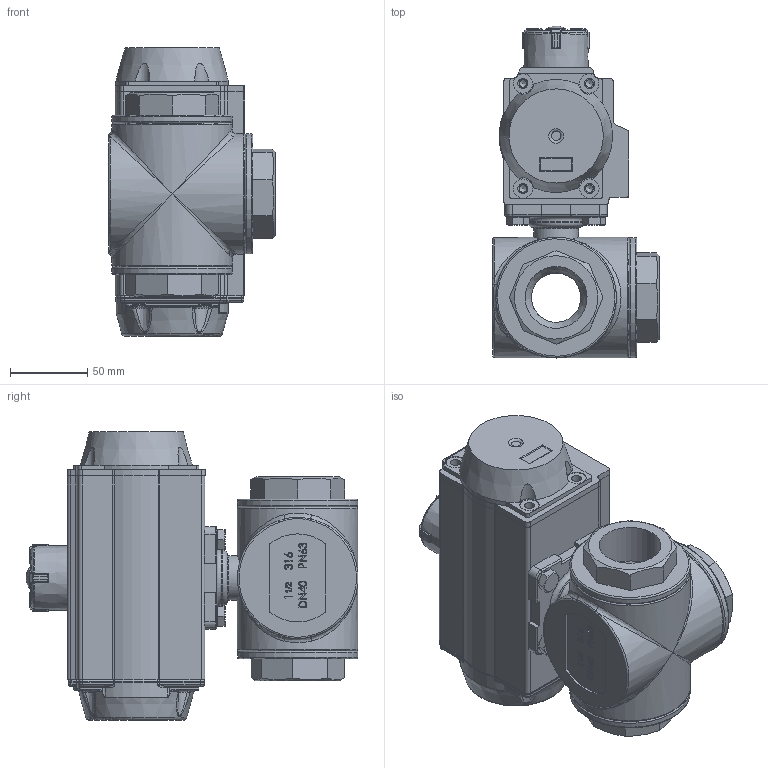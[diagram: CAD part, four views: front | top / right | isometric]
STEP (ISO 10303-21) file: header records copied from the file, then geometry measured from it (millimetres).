
FILE_DESCRIPTION(/* description */ ('Unknown'),/* implementation_level */ '2;1');
FILE_NAME(/* name */ 'PD03 9338_9339-08',/* time_stamp */ '2025-03-25T12:46:45+01:00',/* author */ ('Unknown'),/* organization */ ('Unknown'),/* preprocessor_version */ 'ST-DEVELOPER v19.4',/* originating_system */ 'Solid Edge',/* authorisation */ 'Unknown');
FILE_SCHEMA (('AUTOMOTIVE_DESIGN {1 0 10303 214 3 1 1}'));
Length unit declared in the file: millimetre
Products named in the file (19): PD03 9338_9339-08; 9338-08; Body Gasket; Body; Cap; Stem; Small hex thin nuts-Fine pitch thread GB_GB_FASTENER_NUT_SSFNTT B M20
X1.0-N; Nut Stopper; DIN 933 M8x20 A2-70 BLK_EDST; PD03_PE02; vt65-2016-06-25; Optische Anzeige; ______; ________(___________; cup head nib bolts with large head gb_GB_FASTENER_BOLT_CHNBW M6X25-N; ____65______ ______; VT65_____________MIR; zhou65; VTE65____
Assembly tree (29 placements, depth 4):
  PD03 9338_9339-08
    9338-08
      Body Gasket  x3
      Body
      Cap  x3
      Stem
      Small hex thin nuts-Fine pitch thread GB_GB_FASTENER_NUT_SSFNTT B M20
X1.0-N
      Nut Stopper
    DIN 933 M8x20 A2-70 BLK_EDST  x4
    PD03_PE02
      vt65-2016-06-25
      Optische Anzeige
        ______
        ________(___________  x4
        cup head nib bolts with large head gb_GB_FASTENER_BOLT_CHNBW M6X25-N
      ____65______ ______  x2
      VT65_____________MIR
      zhou65
      VTE65____
Bounding box: 107.5 x 214.81 x 186.5 mm (x, y, z)
Volume: 1092938.9 mm3; surface area: 349012.9 mm2
Topology: 26 solids, 26 shells, 2644 faces, 6620 edges, 4139 vertices
Faces by surface type: plane 901, cylinder 780, bspline 497, torus 281, cone 152, sphere 33
Full cylindrical faces by diameter (mm): 3 x16, 3.3 x8, 4.134 x8, 4.66 x1, 4.917 x15, 5 x1, 6 x1, 6.2 x1, 6.5 x4, 6.647 x4, 8 x4, 10 x8, 11 x1, 11.4 x1, 11.445 x2, 12 x1, 12.5 x2, 12.9 x1, 13 x6, 13.4 x1, 14 x5, 15 x1, 16.2 x18, 17 x2, 18 x3, 18.1 x1, 18.917 x1, 20 x2, 22.5 x2, 22.7 x2
Entity records: 86185 total; most frequent: CARTESIAN_POINT 42717, ORIENTED_EDGE 9326, DIRECTION 7826, EDGE_CURVE 4663, VERTEX_POINT 3147, AXIS2_PLACEMENT_3D 2986, FACE_BOUND 2446, EDGE_LOOP 2426
